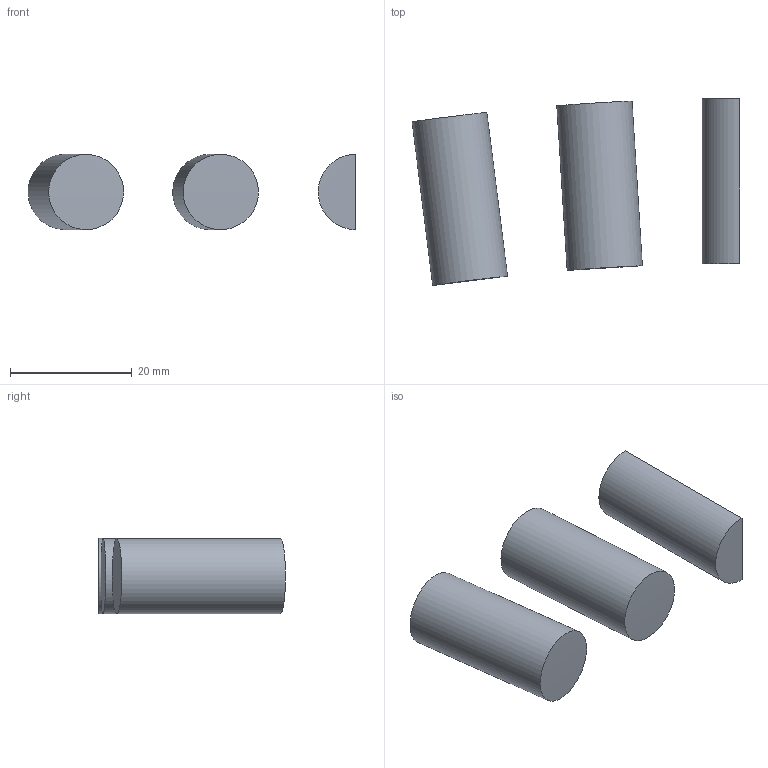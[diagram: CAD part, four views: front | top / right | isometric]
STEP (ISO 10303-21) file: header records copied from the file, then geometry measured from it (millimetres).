
FILE_DESCRIPTION(('FreeCAD Model'),'2;1');
FILE_NAME('Open CASCADE Shape Model','2023-03-23T13:30:28',(''),(''), 'Open CASCADE STEP processor 7.6','FreeCAD','Unknown');
FILE_SCHEMA(('AUTOMOTIVE_DESIGN { 1 0 10303 214 1 1 1 1 }'));
Length unit declared in the file: millimetre
Products named in the file (1): Holes001
Bounding box: 53.76 x 30.67 x 12.36 mm (x, y, z)
Volume: 8115.4 mm3; surface area: 3560.8 mm2
Topology: 3 solids, 3 shells, 10 faces, 12 edges, 8 vertices
Faces by surface type: cylinder 9, plane 1
Full cylindrical faces by diameter (mm): 12.36 x2
Entity records: 1450 total; most frequent: CARTESIAN_POINT 1153, DIRECTION 40, ORIENTED_EDGE 24, PCURVE 24, DEFINITIONAL_REPRESENTATION 24, B_SPLINE_CURVE_WITH_KNOTS 18, LINE 18, VECTOR 18
